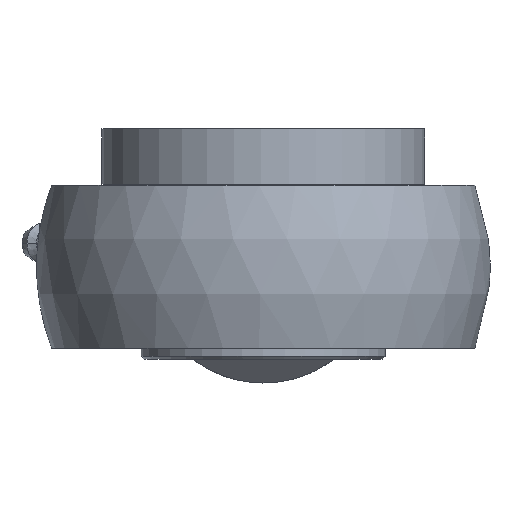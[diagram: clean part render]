
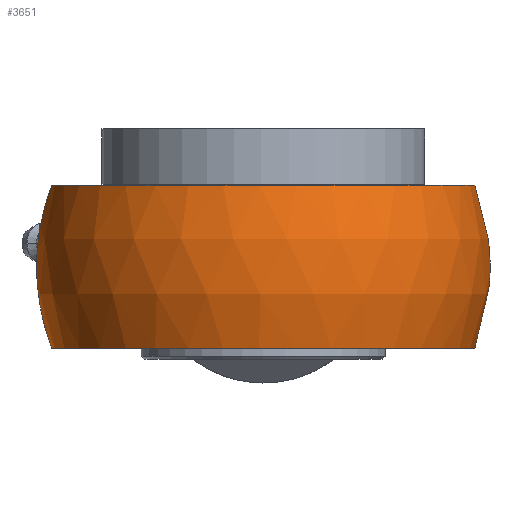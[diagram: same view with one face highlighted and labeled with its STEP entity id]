
A CAD part, front view. The second image highlights one B-rep face of the part: STEP entity #3651.
In plain terms, the highlighted spherical face has radius 39 mm.
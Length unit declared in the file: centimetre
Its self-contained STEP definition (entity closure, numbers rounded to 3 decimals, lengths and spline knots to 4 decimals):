
#3197=CARTESIAN_POINT('',(-3.8884,0.,0.3));
#3198=VERTEX_POINT('',#3197);
#3425=CARTESIAN_POINT('',(-3.8884,0.,-0.3));
#3426=VERTEX_POINT('',#3425);
#3450=CARTESIAN_POINT('',(1.9774,3.3481,-0.3));
#3451=VERTEX_POINT('',#3450);
#3458=CARTESIAN_POINT('',(1.4283,3.3481,-1.4));
#3459=VERTEX_POINT('',#3458);
#3460=CARTESIAN_POINT('',(0.,3.3481,0.));
#3461=DIRECTION('',(0.,-1.,0.));
#3462=DIRECTION('',(1.,0.,0.));
#3463=AXIS2_PLACEMENT_3D('',#3460,#3461,#3462);
#3464=CIRCLE('',#3463,2.);
#3465=EDGE_CURVE('',#3459,#3451,#3464,.T.);
#3510=CARTESIAN_POINT('',(3.8884,0.,-0.3));
#3511=VERTEX_POINT('',#3510);
#3518=CARTESIAN_POINT('',(0.,0.,-0.3));
#3519=DIRECTION('',(0.,0.,-1.));
#3520=DIRECTION('',(0.,-1.,0.));
#3521=AXIS2_PLACEMENT_3D('',#3518,#3519,#3520);
#3522=CIRCLE('',#3521,3.8884);
#3523=EDGE_CURVE('',#3451,#3511,#3522,.T.);
#3535=CARTESIAN_POINT('',(1.9774,3.3481,0.3));
#3536=VERTEX_POINT('',#3535);
#3543=CARTESIAN_POINT('',(3.8884,0.,0.3));
#3544=VERTEX_POINT('',#3543);
#3545=CARTESIAN_POINT('',(-0.,0.,0.3));
#3546=DIRECTION('',(-0.,0.,1.));
#3547=DIRECTION('',(0.,1.,-0.));
#3548=AXIS2_PLACEMENT_3D('',#3545,#3546,#3547);
#3549=CIRCLE('',#3548,3.8884);
#3550=EDGE_CURVE('',#3544,#3536,#3549,.T.);
#3569=CARTESIAN_POINT('',(0.,-0.,0.));
#3570=DIRECTION('',(0.,-1.,0.));
#3571=DIRECTION('',(0.,0.,1.));
#3572=AXIS2_PLACEMENT_3D('',#3569,#3570,#3571);
#3573=CIRCLE('',#3572,3.9);
#3574=EDGE_CURVE('',#3198,#3426,#3573,.T.);
#3587=CARTESIAN_POINT('',(0.,-0.,0.));
#3588=DIRECTION('',(0.,-1.,0.));
#3589=DIRECTION('',(0.,0.,1.));
#3590=AXIS2_PLACEMENT_3D('',#3587,#3588,#3589);
#3591=CIRCLE('',#3590,3.9);
#3592=EDGE_CURVE('',#3511,#3544,#3591,.T.);
#3598=CARTESIAN_POINT('',(0.,0.,0.));
#3599=DIRECTION('',(0.,0.,1.));
#3600=DIRECTION('',(1.,0.,0.));
#3601=AXIS2_PLACEMENT_3D('',#3598,#3599,#3600);
#3602=SPHERICAL_SURFACE('',#3601,3.9);
#3603=CARTESIAN_POINT('',(-3.64,0.,1.4));
#3604=VERTEX_POINT('',#3603);
#3605=CARTESIAN_POINT('',(0.,0.,0.));
#3606=DIRECTION('',(-0.,-1.,0.));
#3607=DIRECTION('',(-1.,0.,0.));
#3608=AXIS2_PLACEMENT_3D('',#3605,#3606,#3607);
#3609=CIRCLE('',#3608,3.9);
#3610=EDGE_CURVE('',#3604,#3198,#3609,.T.);
#3611=ORIENTED_EDGE('',*,*,#3610,.T.);
#3612=ORIENTED_EDGE('',*,*,#3574,.T.);
#3613=CARTESIAN_POINT('',(-3.64,0.,-1.4));
#3614=VERTEX_POINT('',#3613);
#3615=CARTESIAN_POINT('',(0.,0.,0.));
#3616=DIRECTION('',(-0.,-1.,0.));
#3617=DIRECTION('',(-1.,0.,0.));
#3618=AXIS2_PLACEMENT_3D('',#3615,#3616,#3617);
#3619=CIRCLE('',#3618,3.9);
#3620=EDGE_CURVE('',#3426,#3614,#3619,.T.);
#3621=ORIENTED_EDGE('',*,*,#3620,.T.);
#3622=CARTESIAN_POINT('',(0.,0.,-1.4));
#3623=DIRECTION('',(-0.,-0.,-1.));
#3624=DIRECTION('',(0.,-1.,0.));
#3625=AXIS2_PLACEMENT_3D('',#3622,#3623,#3624);
#3626=CIRCLE('',#3625,3.64);
#3627=EDGE_CURVE('',#3459,#3614,#3626,.T.);
#3628=ORIENTED_EDGE('',*,*,#3627,.F.);
#3629=ORIENTED_EDGE('',*,*,#3465,.T.);
#3630=ORIENTED_EDGE('',*,*,#3523,.T.);
#3631=ORIENTED_EDGE('',*,*,#3592,.T.);
#3632=ORIENTED_EDGE('',*,*,#3550,.T.);
#3633=CARTESIAN_POINT('',(1.4283,3.3481,1.4));
#3634=VERTEX_POINT('',#3633);
#3635=CARTESIAN_POINT('',(0.,3.3481,0.));
#3636=DIRECTION('',(0.,-1.,0.));
#3637=DIRECTION('',(1.,0.,0.));
#3638=AXIS2_PLACEMENT_3D('',#3635,#3636,#3637);
#3639=CIRCLE('',#3638,2.);
#3640=EDGE_CURVE('',#3536,#3634,#3639,.T.);
#3641=ORIENTED_EDGE('',*,*,#3640,.T.);
#3642=CARTESIAN_POINT('',(0.,0.,1.4));
#3643=DIRECTION('',(0.,-0.,1.));
#3644=DIRECTION('',(0.,1.,0.));
#3645=AXIS2_PLACEMENT_3D('',#3642,#3643,#3644);
#3646=CIRCLE('',#3645,3.64);
#3647=EDGE_CURVE('',#3604,#3634,#3646,.T.);
#3648=ORIENTED_EDGE('',*,*,#3647,.F.);
#3649=EDGE_LOOP('',(#3611,#3612,#3621,#3628,#3629,#3630,#3631,#3632,#3641,#3648));
#3650=FACE_BOUND('',#3649,.T.);
#3651=ADVANCED_FACE('',(#3650),#3602,.T.);
